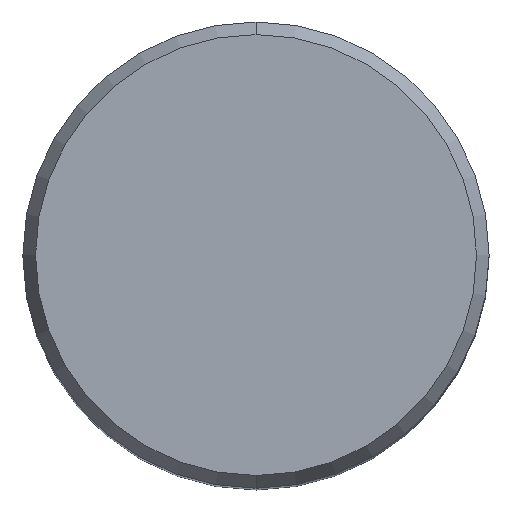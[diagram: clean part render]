
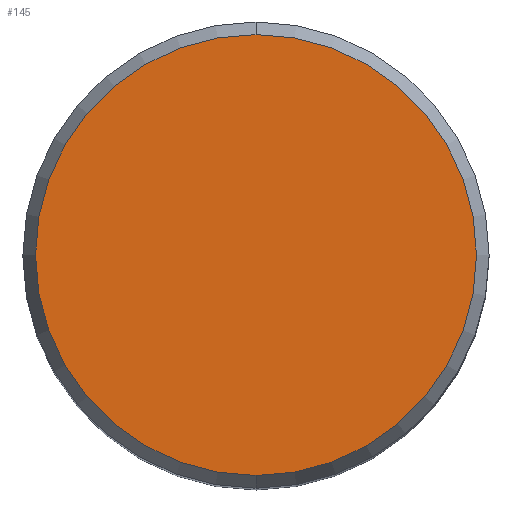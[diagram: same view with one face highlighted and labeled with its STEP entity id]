
A CAD part, top view. The second image highlights one B-rep face of the part: STEP entity #145.
In plain terms, the highlighted planar face has unit normal (0, 0, 1).
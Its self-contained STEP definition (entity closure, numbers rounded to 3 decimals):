
#145=ADVANCED_FACE('',(#301),#302,.T.);
#165=VERTEX_POINT('',#323);
#167=VERTEX_POINT('',#325);
#195=EDGE_CURVE('',#167,#165,#357,.T.);
#219=EDGE_CURVE('',#165,#167,#386,.T.);
#301=FACE_OUTER_BOUND('',#477,.T.);
#302=PLANE('',#478);
#323=CARTESIAN_POINT('',(0.,-12.012,0.0));
#325=CARTESIAN_POINT('',(0.0,12.012,0.0));
#357=CIRCLE('',#549,12.012);
#386=CIRCLE('',#583,12.012);
#477=EDGE_LOOP('',(#663,#664));
#478=AXIS2_PLACEMENT_3D('',#665,#666,#667);
#549=AXIS2_PLACEMENT_3D('',#729,#730,#731);
#583=AXIS2_PLACEMENT_3D('',#777,#778,#779);
#663=ORIENTED_EDGE('',*,*,#195,.F.);
#664=ORIENTED_EDGE('',*,*,#219,.F.);
#665=CARTESIAN_POINT('',(0.0,6.006,0.0));
#666=DIRECTION('',(-0.0,0.0,1.0));
#667=DIRECTION('',(0.0,-1.0,0.0));
#729=CARTESIAN_POINT('',(0.0,0.0,0.0));
#730=DIRECTION('',(0.0,0.0,-1.0));
#731=DIRECTION('',(0.0,1.0,0.0));
#777=CARTESIAN_POINT('',(0.0,0.0,0.0));
#778=DIRECTION('',(0.0,0.0,-1.0));
#779=DIRECTION('',(0.0,1.0,0.0));
